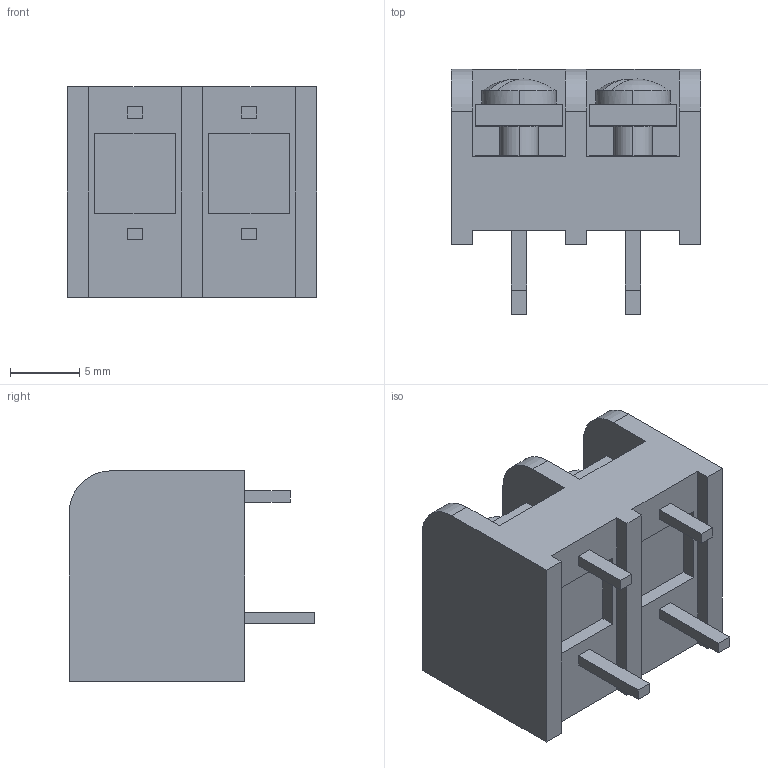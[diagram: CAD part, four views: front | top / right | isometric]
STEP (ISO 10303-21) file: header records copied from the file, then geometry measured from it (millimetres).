
FILE_DESCRIPTION((''),'2;1');
FILE_NAME('C-1437648-2','2010-07-28T',('workeradm'),('Tyco Electronics Ltd.'),'PRO/ENGINEER BY PARAMETRIC TECHNOLOGY CORPORATION, 2009300','PRO/ENGINEER BY PARAMETRIC TECHNOLOGY CORPORATION, 2009300','');
FILE_SCHEMA(('AUTOMOTIVE_DESIGN { 1 0 10303 214 1 1 1 1 }'));
Length unit declared in the file: millimetre
Products named in the file (1): C-1437648-2
Bounding box: 18.06 x 17.78 x 15.24 mm (x, y, z)
Volume: 2376.3 mm3; surface area: 2265.6 mm2
Topology: 1 solids, 1 shells, 135 faces, 349 edges, 230 vertices
Faces by surface type: plane 120, cylinder 11, sphere 4
Entity records: 4318 total; most frequent: CARTESIAN_POINT 716, ORIENTED_EDGE 698, DIRECTION 653, EDGE_CURVE 349, VECTOR 315, LINE 315, VERTEX_POINT 230, AXIS2_PLACEMENT_3D 169
